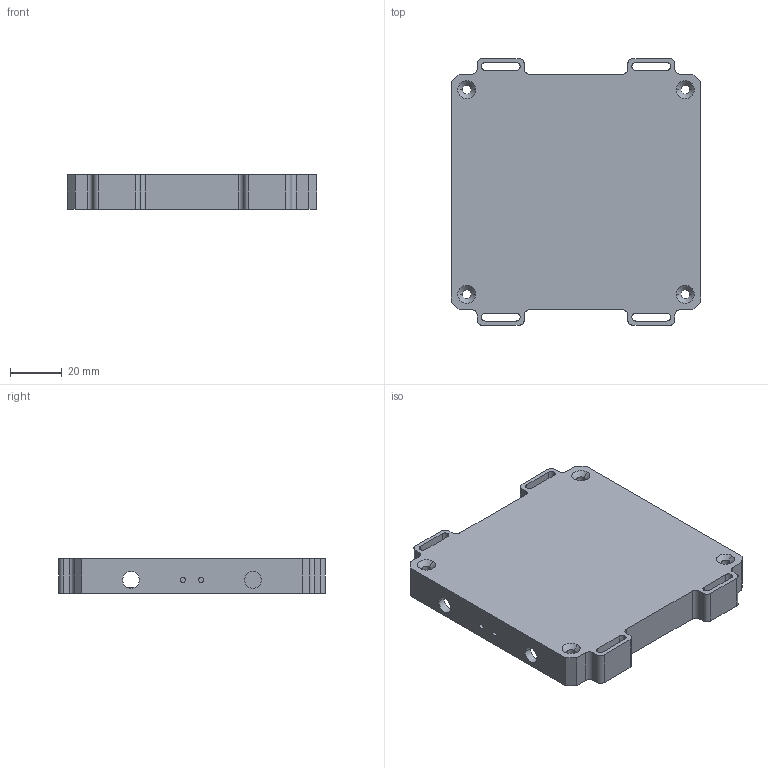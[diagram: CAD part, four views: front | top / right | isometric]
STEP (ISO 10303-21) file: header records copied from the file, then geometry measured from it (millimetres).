
FILE_DESCRIPTION (( 'STEP AP203' ), '1' );
FILE_NAME ('plastic_case.STEP', '2025-01-21T16:54:35', ( '' ), ( '' ), 'SwSTEP 2.0', 'SolidWorks 2024', '' );
FILE_SCHEMA (( 'CONFIG_CONTROL_DESIGN' ));
Length unit declared in the file: millimetre
Products named in the file (1): plastic_case
Bounding box: 96.35 x 103 x 13.2 mm (x, y, z)
Volume: 41379.5 mm3; surface area: 28971.1 mm2
Topology: 1 solids, 1 shells, 131 faces, 375 edges, 247 vertices
Faces by surface type: cylinder 73, plane 49, cone 8, bspline 1
Entity records: 4522 total; most frequent: CARTESIAN_POINT 840, DIRECTION 773, ORIENTED_EDGE 750, EDGE_CURVE 375, AXIS2_PLACEMENT_3D 281, VERTEX_POINT 247, VECTOR 211, LINE 211
